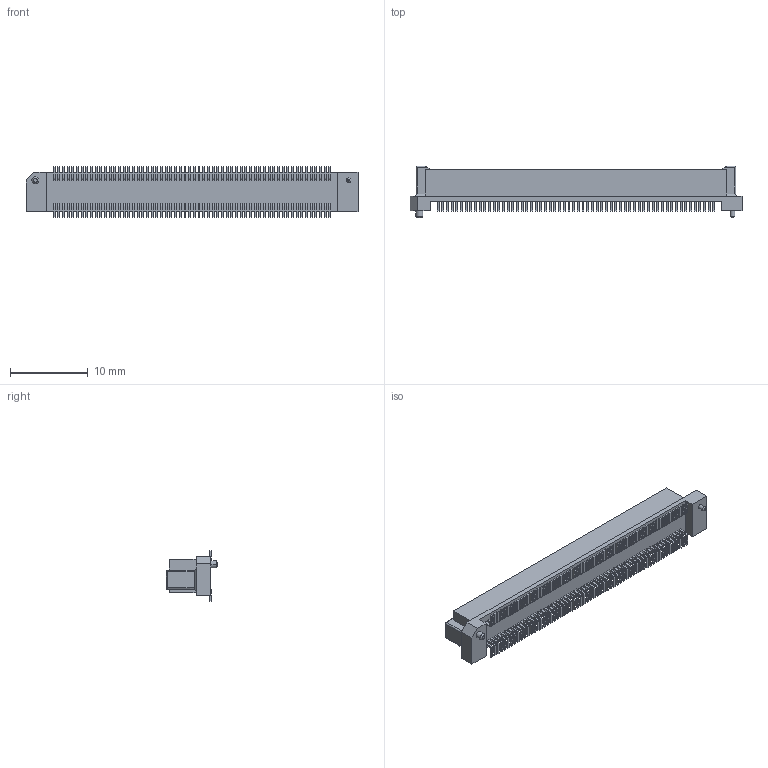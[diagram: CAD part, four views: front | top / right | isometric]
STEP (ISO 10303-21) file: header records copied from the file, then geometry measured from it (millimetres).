
FILE_DESCRIPTION(('OneSpaceDesigner STEP Export'),'2;1');
FILE_NAME('FX8C-120P-SV1.stp','2007-03-20T18:03:29',(''),(''),'OneSpace Designer STEP processor (Jan. 2003) for AP214(CD)(Solid Model)','OneSpace Designer 12.00 10-Sep-2003 (C) CoCreate Software GmbH','');
FILE_SCHEMA(('AUTOMOTIVE_DESIGN_CC2 {1 2 10303 214 -1 1 5 1}'));
Length unit declared in the file: millimetre
Products named in the file (2): FX8C-120P-SV1
Assembly tree (1 placements, depth 2):
  FX8C-120P-SV1
    FX8C-120P-SV1
Bounding box: 42.6 x 6.65 x 6.5 mm (x, y, z)
Volume: 384.8 mm3; surface area: 1414.9 mm2
Topology: 1 solids, 1 shells, 1148 faces, 3056 edges, 2029 vertices
Faces by surface type: plane 884, cylinder 252, extrusion 4, bspline 4, cone 4
Entity records: 44015 total; most frequent: CARTESIAN_POINT 6328, ORIENTED_EDGE 6104, DIRECTION 5783, EDGE_CURVE 3052, VECTOR 2535, LINE 2531, VERTEX_POINT 2029, AXIS2_PLACEMENT_3D 1624
